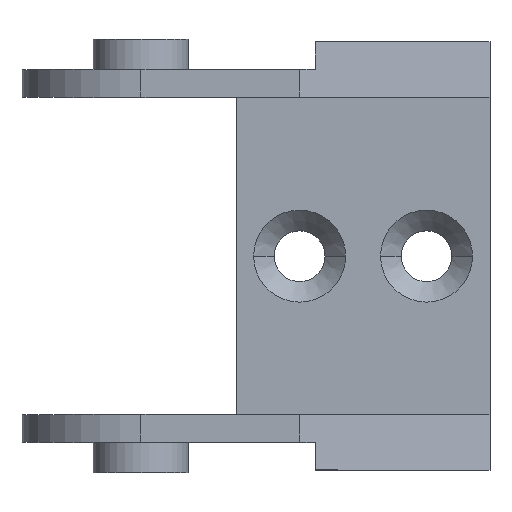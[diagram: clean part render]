
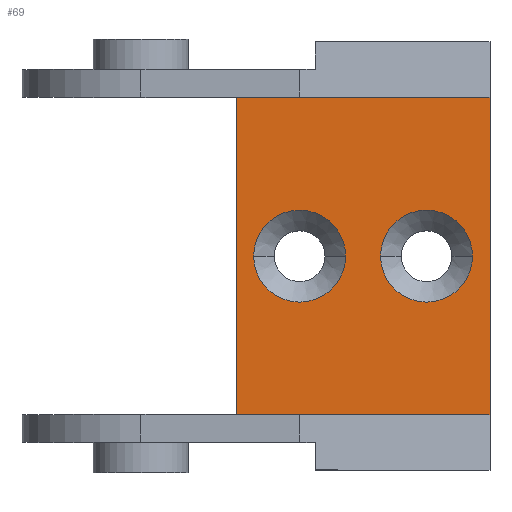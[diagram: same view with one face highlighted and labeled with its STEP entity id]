
A CAD part, top view. The second image highlights one B-rep face of the part: STEP entity #69.
In plain terms, the highlighted planar face has unit normal (0, 0, 1).
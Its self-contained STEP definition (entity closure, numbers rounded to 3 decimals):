
#69=ADVANCED_FACE('',(#157,#158,#159),#160,.T.);
#157=FACE_BOUND('',#267,.T.);
#158=FACE_BOUND('',#268,.T.);
#159=FACE_OUTER_BOUND('',#269,.T.);
#160=PLANE('',#270);
#267=EDGE_LOOP('',(#401,#402));
#268=EDGE_LOOP('',(#403,#404));
#269=EDGE_LOOP('',(#405,#406,#407,#408));
#270=AXIS2_PLACEMENT_3D('',#409,#410,#411);
#401=ORIENTED_EDGE('',*,*,#670,.T.);
#402=ORIENTED_EDGE('',*,*,#653,.T.);
#403=ORIENTED_EDGE('',*,*,#671,.T.);
#404=ORIENTED_EDGE('',*,*,#662,.T.);
#405=ORIENTED_EDGE('',*,*,#672,.F.);
#406=ORIENTED_EDGE('',*,*,#673,.T.);
#407=ORIENTED_EDGE('',*,*,#674,.F.);
#408=ORIENTED_EDGE('',*,*,#675,.F.);
#409=CARTESIAN_POINT('',(14.0,-1.75,-5.5));
#410=DIRECTION('',(0.0,0.0,1.0));
#411=DIRECTION('',(1.0,0.0,0.0));
#653=EDGE_CURVE('',#776,#773,#777,.T.);
#662=EDGE_CURVE('',#791,#788,#792,.T.);
#670=EDGE_CURVE('',#773,#776,#803,.T.);
#671=EDGE_CURVE('',#788,#791,#804,.T.);
#672=EDGE_CURVE('',#805,#806,#807,.T.);
#673=EDGE_CURVE('',#805,#808,#809,.T.);
#674=EDGE_CURVE('',#810,#808,#811,.T.);
#675=EDGE_CURVE('',#806,#810,#812,.T.);
#773=VERTEX_POINT('',#942);
#776=VERTEX_POINT('',#946);
#777=CIRCLE('',#947,2.9);
#788=VERTEX_POINT('',#961);
#791=VERTEX_POINT('',#965);
#792=CIRCLE('',#966,2.9);
#803=CIRCLE('',#980,2.9);
#804=CIRCLE('',#981,2.9);
#805=VERTEX_POINT('',#982);
#806=VERTEX_POINT('',#983);
#807=LINE('',#984,#985);
#808=VERTEX_POINT('',#986);
#809=LINE('',#987,#988);
#810=VERTEX_POINT('',#989);
#811=LINE('',#990,#991);
#812=LINE('',#992,#993);
#942=CARTESIAN_POINT('',(20.9,10.0,-5.5));
#946=CARTESIAN_POINT('',(15.1,10.0,-5.5));
#947=AXIS2_PLACEMENT_3D('',#1157,#1158,#1159);
#961=CARTESIAN_POINT('',(12.9,10.0,-5.5));
#965=CARTESIAN_POINT('',(7.1,10.0,-5.5));
#966=AXIS2_PLACEMENT_3D('',#1170,#1171,#1172);
#980=AXIS2_PLACEMENT_3D('',#1182,#1183,#1184);
#981=AXIS2_PLACEMENT_3D('',#1185,#1186,#1187);
#982=CARTESIAN_POINT('',(22.0,0.0,-5.5));
#983=CARTESIAN_POINT('',(6.0,0.0,-5.5));
#984=CARTESIAN_POINT('',(7.875,0.0,-5.5));
#985=VECTOR('',#1188,1.0);
#986=CARTESIAN_POINT('',(22.0,20.0,-5.5));
#987=CARTESIAN_POINT('',(22.0,-1.75,-5.5));
#988=VECTOR('',#1189,1.0);
#989=CARTESIAN_POINT('',(6.0,20.0,-5.5));
#990=CARTESIAN_POINT('',(7.875,20.0,-5.5));
#991=VECTOR('',#1190,1.0);
#992=CARTESIAN_POINT('',(6.0,-1.75,-5.5));
#993=VECTOR('',#1191,1.0);
#1157=CARTESIAN_POINT('',(18.0,10.0,-5.5));
#1158=DIRECTION('',(0.0,0.0,-1.0));
#1159=DIRECTION('',(1.0,0.0,0.0));
#1170=CARTESIAN_POINT('',(10.0,10.0,-5.5));
#1171=DIRECTION('',(0.0,0.0,-1.0));
#1172=DIRECTION('',(1.0,0.0,0.0));
#1182=CARTESIAN_POINT('',(18.0,10.0,-5.5));
#1183=DIRECTION('',(0.0,0.0,-1.0));
#1184=DIRECTION('',(1.0,0.0,0.0));
#1185=CARTESIAN_POINT('',(10.0,10.0,-5.5));
#1186=DIRECTION('',(0.0,0.0,-1.0));
#1187=DIRECTION('',(1.0,0.0,0.0));
#1188=DIRECTION('',(-1.0,0.0,0.0));
#1189=DIRECTION('',(0.0,1.0,0.0));
#1190=DIRECTION('',(1.0,0.0,-0.0));
#1191=DIRECTION('',(0.0,1.0,0.0));
